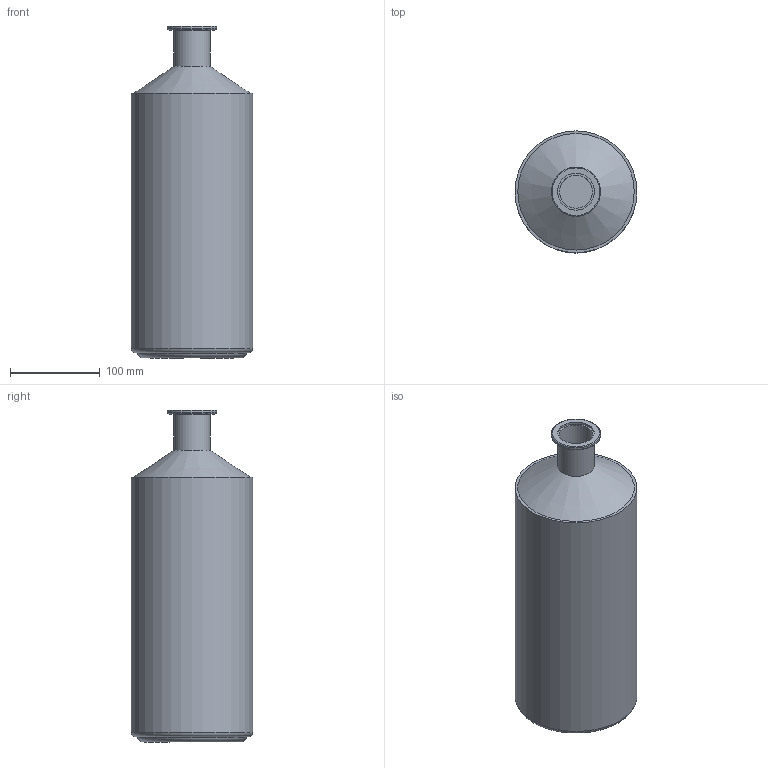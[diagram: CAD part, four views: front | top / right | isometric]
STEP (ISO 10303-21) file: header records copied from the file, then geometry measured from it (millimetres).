
FILE_DESCRIPTION(/* description */ (''),/* implementation_level */ '2;1');
FILE_NAME(/* name */ 'Powder Container 3.8L.stp',/* time_stamp */ '2022-06-10T08:51:49+02:00',/* author */ (''),/* organization */ (''),/* preprocessor_version */ 'ST-DEVELOPER v18.1',/* originating_system */ 'SIEMENS PLM Software NX 1973',/* authorisation */ '');
FILE_SCHEMA (('AUTOMOTIVE_DESIGN { 1 0 10303 214 3 1 1 1 }'));
Length unit declared in the file: millimetre
Products named in the file (1): 590782_00_Powder Container 3800cm3
Bounding box: 136 x 136 x 370.49 mm (x, y, z)
Volume: 452599.7 mm3; surface area: 316358.4 mm2
Topology: 1 solids, 1 shells, 29 faces, 55 edges, 33 vertices
Faces by surface type: torus 11, plane 7, cylinder 6, cone 5
Full cylindrical faces by diameter (mm): 37 x1, 41 x1, 41.2 x1, 55 x1, 130.183 x1, 136 x1
Entity records: 598 total; most frequent: DIRECTION 116, CARTESIAN_POINT 86, AXIS2_PLACEMENT_3D 58, EDGE_LOOP 56, ORIENTED_EDGE 56, FACE_BOUND 54, ADVANCED_FACE 29, VERTEX_POINT 28
